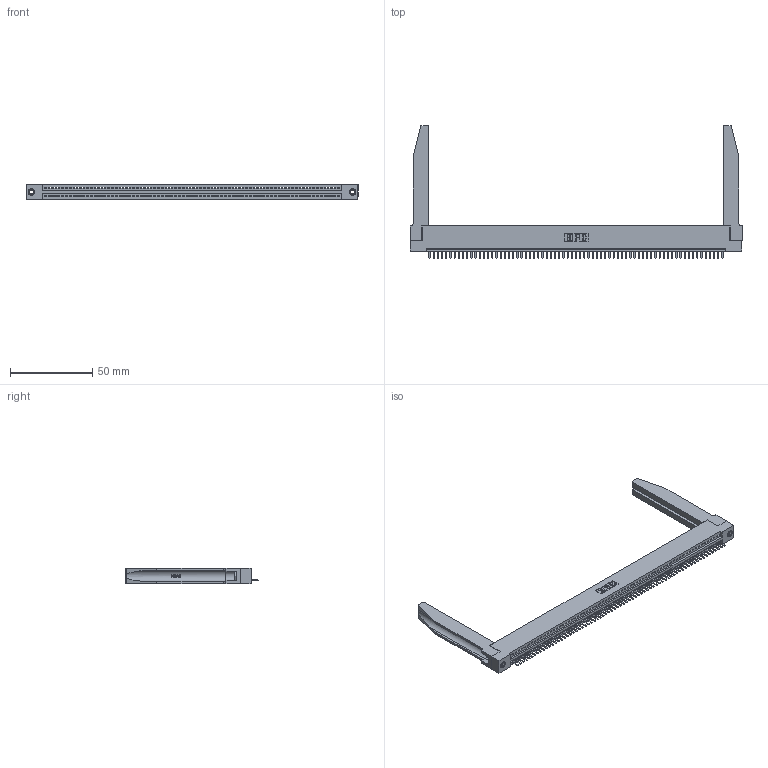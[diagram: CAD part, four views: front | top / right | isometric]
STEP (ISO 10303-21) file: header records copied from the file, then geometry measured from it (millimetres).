
FILE_DESCRIPTION (( 'STEP AP203' ), '1' );
FILE_NAME ('345-071-520-178.STEP', '2019-10-12T20:23:23', ( '' ), ( '' ), 'SwSTEP 2.0', 'SolidWorks 2016', '' );
FILE_SCHEMA (( 'CONFIG_CONTROL_DESIGN' ));
Length unit declared in the file: inch
Products named in the file (5): 345-220-078_345-220-078; 345-071-520-178; 345-250-001_345-250-001-102; 345 Part_Flush Mounting Lugs - 0.156 Dia-TH; 345-292-001_345-293-120
Assembly tree (76 placements, depth 2):
  345-071-520-178
    345 Part_Flush Mounting Lugs - 0.156 Dia-TH
    345-292-001_345-293-120  x71
    345-250-001_345-250-001-102  x2
    345-220-078_345-220-078  x2
Bounding box: 201.57 x 80.64 x 9.4 mm (x, y, z)
Volume: 26949.5 mm3; surface area: 32058.8 mm2
Topology: 76 solids, 76 shells, 4762 faces, 14013 edges, 9142 vertices
Faces by surface type: plane 3204, cylinder 1506, bspline 36, cone 12, torus 4
Entity records: 54386 total; most frequent: CARTESIAN_POINT 10328, ORIENTED_EDGE 9218, DIRECTION 7973, EDGE_CURVE 4609, VECTOR 4095, LINE 4095, VERTEX_POINT 3064, AXIS2_PLACEMENT_3D 1939
